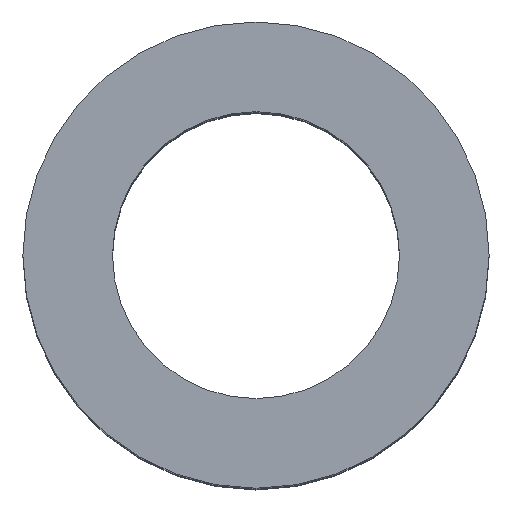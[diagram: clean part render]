
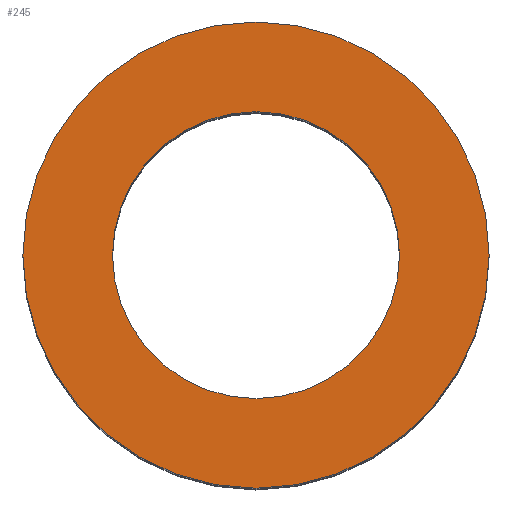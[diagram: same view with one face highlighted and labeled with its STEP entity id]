
A CAD part, top view. The second image highlights one B-rep face of the part: STEP entity #245.
In plain terms, the highlighted planar face has unit normal (0, 0, 1).
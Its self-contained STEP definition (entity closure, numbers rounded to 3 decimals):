
#205=PLANE('',#706);
#245=ADVANCED_FACE('',(#343,#344),#205,.T.);
#343=FACE_BOUND('',#423,.T.);
#344=FACE_BOUND('',#424,.T.);
#423=EDGE_LOOP('',(#503));
#424=EDGE_LOOP('',(#504));
#503=ORIENTED_EDGE('',*,*,#586,.T.);
#504=ORIENTED_EDGE('',*,*,#583,.T.);
#543=VERTEX_POINT('',#980);
#546=VERTEX_POINT('',#987);
#583=EDGE_CURVE('',#543,#543,#623,.T.);
#586=EDGE_CURVE('',#546,#546,#626,.T.);
#623=CIRCLE('',#700,8.);
#626=CIRCLE('',#704,13.);
#700=AXIS2_PLACEMENT_3D('',#979,#854,#855);
#704=AXIS2_PLACEMENT_3D('',#986,#862,#863);
#706=AXIS2_PLACEMENT_3D('',#989,#866,#867);
#854=DIRECTION('',(0.,0.,-1.));
#855=DIRECTION('',(0.,1.,0.));
#862=DIRECTION('',(0.,0.,1.));
#863=DIRECTION('',(0.,1.,0.));
#866=DIRECTION('',(0.,0.,1.));
#867=DIRECTION('',(1.,0.,0.));
#979=CARTESIAN_POINT('',(0.,0.,62.));
#980=CARTESIAN_POINT('',(0.,-8.,62.));
#986=CARTESIAN_POINT('',(0.,0.,62.));
#987=CARTESIAN_POINT('',(0.,13.,62.));
#989=CARTESIAN_POINT('',(0.,6.5,62.));
